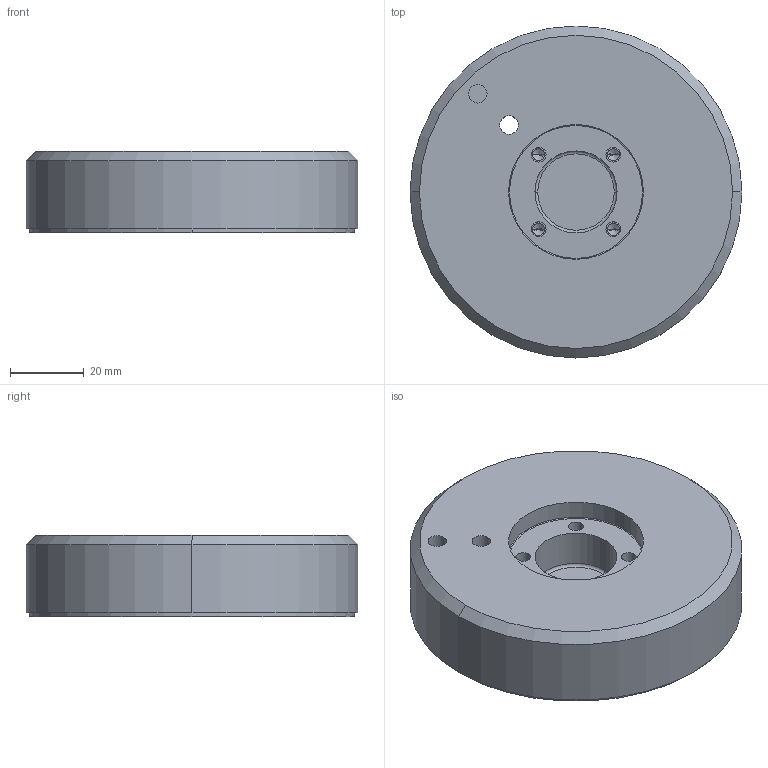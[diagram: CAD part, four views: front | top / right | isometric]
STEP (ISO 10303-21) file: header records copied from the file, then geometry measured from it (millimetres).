
FILE_DESCRIPTION (( 'STEP AP203' ), '1' );
FILE_NAME ('S209001.STEP', '2015-10-08T18:18:27', ( '' ), ( '' ), 'SwSTEP 2.0', 'SolidWorks 2015', '' );
FILE_SCHEMA (( 'CONFIG_CONTROL_DESIGN' ));
Length unit declared in the file: inch
Products named in the file (1): S209001
Bounding box: 89.92 x 89.92 x 22 mm (x, y, z)
Volume: 121032.1 mm3; surface area: 22040.1 mm2
Topology: 1 solids, 1 shells, 63 faces, 134 edges, 80 vertices
Faces by surface type: cylinder 34, plane 13, cone 12, torus 4
Entity records: 1747 total; most frequent: DIRECTION 334, CARTESIAN_POINT 270, ORIENTED_EDGE 252, AXIS2_PLACEMENT_3D 144, EDGE_CURVE 126, VERTEX_POINT 80, CIRCLE 80, EDGE_LOOP 80
